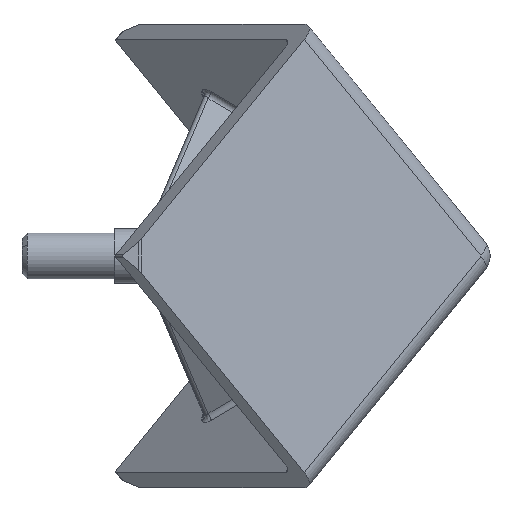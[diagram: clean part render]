
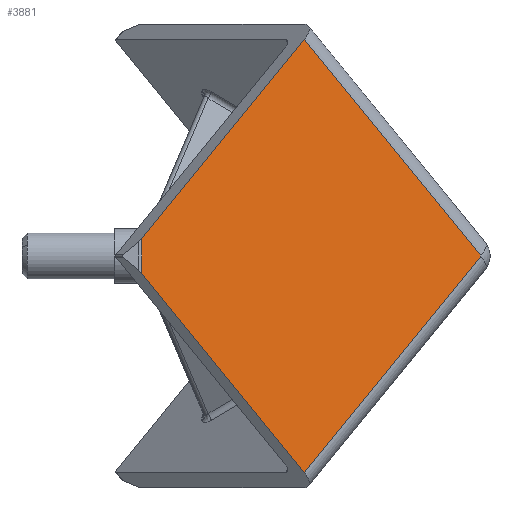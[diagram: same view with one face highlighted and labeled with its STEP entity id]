
A CAD part, front view. The second image highlights one B-rep face of the part: STEP entity #3881.
In plain terms, the highlighted planar face has unit normal (0.577, -0.817, 0).
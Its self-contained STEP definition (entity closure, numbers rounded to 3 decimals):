
#412 = CARTESIAN_POINT ( 'NONE',  ( -2.309, -1.633, 0. ) ) ;
#455 = CARTESIAN_POINT ( 'NONE',  ( -18.475, -13.064, 19.799 ) ) ;
#818 = CARTESIAN_POINT ( 'NONE',  ( -18.475, -13.064, -19.799 ) ) ;
#850 = DIRECTION ( 'NONE',  ( -0.577, -0.408, -0.707 ) ) ;
#1095 = LINE ( 'NONE', #5211, #3919 ) ;
#1296 = VERTEX_POINT ( 'NONE', #455 ) ;
#1537 = ORIENTED_EDGE ( 'NONE', *, *, #2433, .T. ) ;
#1567 = VERTEX_POINT ( 'NONE', #3472 ) ;
#1676 = EDGE_CURVE ( 'NONE', #5718, #1726, #4357, .T. ) ;
#1726 = VERTEX_POINT ( 'NONE', #6255 ) ;
#2013 = VECTOR ( 'NONE', #6112, 1000. ) ;
#2092 = DIRECTION ( 'NONE',  ( -0.577, -0.408, 0.707 ) ) ;
#2205 = ORIENTED_EDGE ( 'NONE', *, *, #4031, .T. ) ;
#2421 = CARTESIAN_POINT ( 'NONE',  ( -33.346, -23.579, -1.414 ) ) ;
#2433 = EDGE_CURVE ( 'NONE', #5959, #1567, #6676, .T. ) ;
#2435 = CARTESIAN_POINT ( 'NONE',  ( -33.346, -23.579, 1.586 ) ) ;
#2486 = CARTESIAN_POINT ( 'NONE',  ( -18.475, -13.064, -19.799 ) ) ;
#2649 = EDGE_CURVE ( 'NONE', #5959, #1296, #4187, .T. ) ;
#2699 = VECTOR ( 'NONE', #6050, 1000. ) ;
#2973 = CARTESIAN_POINT ( 'NONE',  ( -1.155, -0.816, -1.414 ) ) ;
#3214 = ORIENTED_EDGE ( 'NONE', *, *, #1676, .T. ) ;
#3472 = CARTESIAN_POINT ( 'NONE',  ( -33.346, -23.579, -1.586 ) ) ;
#3491 = PLANE ( 'NONE',  #4819 ) ;
#3750 = ORIENTED_EDGE ( 'NONE', *, *, #2649, .F. ) ;
#3881 = ADVANCED_FACE ( 'NONE', ( #4741 ), #3491, .F. ) ;
#3919 = VECTOR ( 'NONE', #2092, 1000. ) ;
#4031 = EDGE_CURVE ( 'NONE', #1726, #1296, #1095, .T. ) ;
#4033 = DIRECTION ( 'NONE',  ( -0.577, 0.816, 0. ) ) ;
#4187 = LINE ( 'NONE', #6200, #5366 ) ;
#4357 = LINE ( 'NONE', #412, #5234 ) ;
#4662 = DIRECTION ( 'NONE',  ( 0.577, 0.408, 0.707 ) ) ;
#4741 = FACE_OUTER_BOUND ( 'NONE', #5539, .T. ) ;
#4819 = AXIS2_PLACEMENT_3D ( 'NONE', #2973, #4033, #850 ) ;
#5097 = EDGE_CURVE ( 'NONE', #1567, #5718, #5986, .T. ) ;
#5211 = CARTESIAN_POINT ( 'NONE',  ( -18.475, -13.064, 19.799 ) ) ;
#5234 = VECTOR ( 'NONE', #4662, 1000. ) ;
#5366 = VECTOR ( 'NONE', #5663, 1000. ) ;
#5539 = EDGE_LOOP ( 'NONE', ( #3750, #1537, #6261, #3214, #2205 ) ) ;
#5663 = DIRECTION ( 'NONE',  ( 0.577, 0.408, 0.707 ) ) ;
#5718 = VERTEX_POINT ( 'NONE', #818 ) ;
#5959 = VERTEX_POINT ( 'NONE', #2435 ) ;
#5986 = LINE ( 'NONE', #2486, #2013 ) ;
#6050 = DIRECTION ( 'NONE',  ( 0., 0., -1. ) ) ;
#6112 = DIRECTION ( 'NONE',  ( 0.577, 0.408, -0.707 ) ) ;
#6200 = CARTESIAN_POINT ( 'NONE',  ( -18.475, -13.064, 19.799 ) ) ;
#6255 = CARTESIAN_POINT ( 'NONE',  ( -2.309, -1.633, 0. ) ) ;
#6261 = ORIENTED_EDGE ( 'NONE', *, *, #5097, .T. ) ;
#6676 = LINE ( 'NONE', #2421, #2699 ) ;
